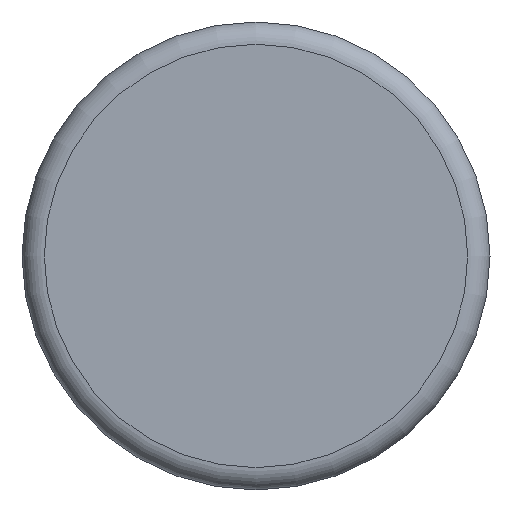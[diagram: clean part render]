
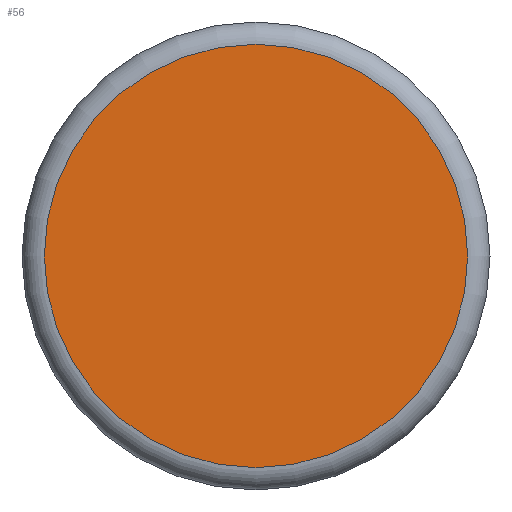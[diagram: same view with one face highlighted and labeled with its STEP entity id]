
A CAD part, top view. The second image highlights one B-rep face of the part: STEP entity #56.
In plain terms, the highlighted planar face has unit normal (0, 0, 1).
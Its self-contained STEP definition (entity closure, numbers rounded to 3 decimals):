
#56 = ADVANCED_FACE( '', ( #118 ), #119, .F. );
#118 = FACE_OUTER_BOUND( '', #179, .T. );
#119 = PLANE( '', #180 );
#179 = EDGE_LOOP( '', ( #252 ) );
#180 = AXIS2_PLACEMENT_3D( '', #253, #254, #255 );
#252 = ORIENTED_EDGE( '', *, *, #295, .T. );
#253 = CARTESIAN_POINT( '', ( 0., 10.5, 50. ) );
#254 = DIRECTION( '', ( 0., 0., -1. ) );
#255 = DIRECTION( '', ( -1., 0., 0. ) );
#295 = EDGE_CURVE( '', #329, #329, #330, .F. );
#329 = VERTEX_POINT( '', #367 );
#330 = CIRCLE( '', #368, 9.495 );
#367 = CARTESIAN_POINT( '', ( -9.495, 0., 50. ) );
#368 = AXIS2_PLACEMENT_3D( '', #406, #407, #408 );
#406 = CARTESIAN_POINT( '', ( 0., 0., 50. ) );
#407 = DIRECTION( '', ( 0., 0., -1. ) );
#408 = DIRECTION( '', ( -1., 0., 0. ) );
